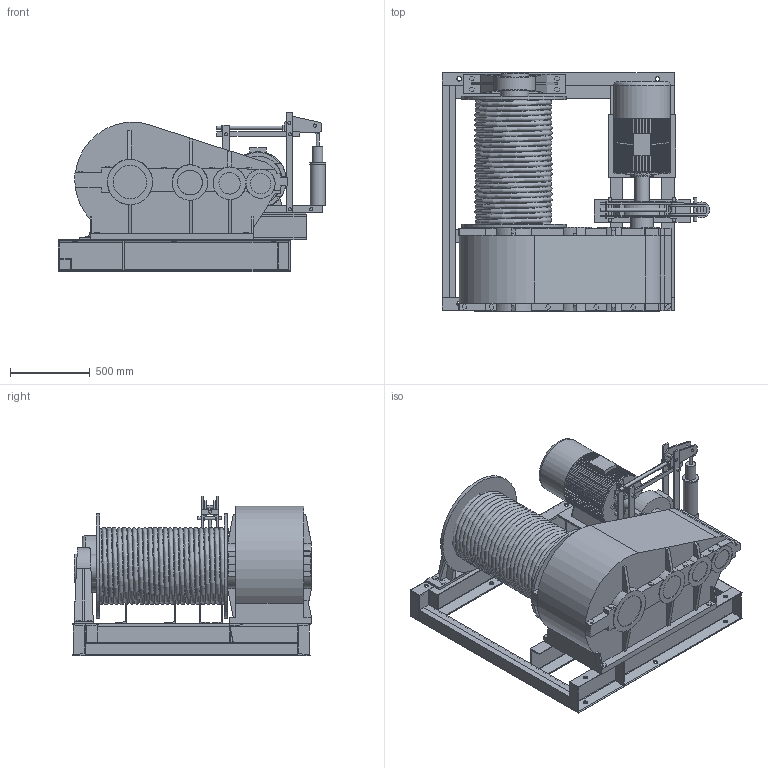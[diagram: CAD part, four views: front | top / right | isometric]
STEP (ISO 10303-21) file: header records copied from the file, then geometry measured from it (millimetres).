
FILE_DESCRIPTION(/* description */ (''),/* implementation_level */ '2;1');
FILE_NAME(/* name */ '卷扬机三维建模.stp',/* time_stamp */ '2020-04-23T17:39:34+02:00',/* author */ ('forre'),/* organization */ (''),/* preprocessor_version */ 'ST-DEVELOPER v18',/* originating_system */ 'Autodesk Inventor 2020',/* authorisation */ '');
FILE_SCHEMA (('AUTOMOTIVE_DESIGN { 1 0 10303 214 3 1 1 }'));
Products named in the file (88): 卷扬机三维建模; 卷扬机三维建模_1; 卷扬机三维建模_1_1; 卷扬机三维建模_2; 卷扬机三维建模_3; 卷扬机三维建模_4; 卷扬机三维建模_5; 卷扬机三维建模_6; 卷扬机三维建模_7; 卷扬机三维建模_8; 卷扬机三维建模_9; 卷扬机三维建模_10; 卷扬机三维建模_11; 卷扬机三维建模_12; 卷扬机三维建模_13; 卷扬机三维建模_14; 卷扬机三维建模_15; 卷扬机三维建模_16; 卷扬机三维建模_17; 卷扬机三维建模_18; 卷扬机三维建模_19; 卷扬机三维建模_20; 卷扬机三维建模_21; 卷扬机三维建模_22; 卷扬机三维建模_23; 卷扬机三维建模_24; 卷扬机三维建模_25; 卷扬机三维建模_26; 卷扬机三维建模_27; 卷扬机三维建模_28; 卷扬机三维建模_29; 卷扬机三维建模_30; 卷扬机三维建模_31; 卷扬机三维建模_32; 卷扬机三维建模_33; 卷扬机三维建模_34; 卷扬机三维建模_35; 卷扬机三维建模_36; 卷扬机三维建模_37; 卷扬机三维建模_38 ...
Assembly tree (87 placements, depth 2):
  卷扬机三维建模
    卷扬机三维建模_1
    卷扬机三维建模_1_1
    卷扬机三维建模_2
    卷扬机三维建模_3
    卷扬机三维建模_4
    卷扬机三维建模_5
    卷扬机三维建模_6
    卷扬机三维建模_7
    卷扬机三维建模_8
    卷扬机三维建模_9
    卷扬机三维建模_10
    卷扬机三维建模_11
    卷扬机三维建模_12
    卷扬机三维建模_13
    卷扬机三维建模_14
    卷扬机三维建模_15
    卷扬机三维建模_16
    卷扬机三维建模_17
    卷扬机三维建模_18
    卷扬机三维建模_19
    卷扬机三维建模_20
    卷扬机三维建模_21
    卷扬机三维建模_22
    卷扬机三维建模_23
    卷扬机三维建模_24
    卷扬机三维建模_25
    卷扬机三维建模_26
    卷扬机三维建模_27
    卷扬机三维建模_28
    卷扬机三维建模_29
    卷扬机三维建模_30
    卷扬机三维建模_31
    卷扬机三维建模_32
    卷扬机三维建模_33
    卷扬机三维建模_34
    卷扬机三维建模_35
    卷扬机三维建模_36
    卷扬机三维建模_37
    卷扬机三维建模_38
    卷扬机三维建模_39
    卷扬机三维建模_40
    卷扬机三维建模_41
    卷扬机三维建模_42
    卷扬机三维建模_43
    卷扬机三维建模_44
    卷扬机三维建模_45
    卷扬机三维建模_46
    卷扬机三维建模_47
    卷扬机三维建模_48
    卷扬机三维建模_49
    卷扬机三维建模_50
    卷扬机三维建模_51
    卷扬机三维建模_52
    卷扬机三维建模_53
    卷扬机三维建模_54
    卷扬机三维建模_55
    卷扬机三维建模_56
    卷扬机三维建模_57
    卷扬机三维建模_58
Bounding box: 1672.3 x 1495 x 997.5 mm (x, y, z)
Volume: 644236273.2 mm3; surface area: 23318048.1 mm2
Topology: 96 solids, 96 shells, 1108 faces, 2738 edges, 1833 vertices
Faces by surface type: plane 893, cylinder 211, torus 3, bspline 1
Full cylindrical faces by diameter (mm): 20 x9, 28 x14, 64 x1, 89.856 x1, 92 x1, 95.079 x1, 100 x1, 104 x1, 126.696 x2, 134 x2, 142 x1, 147.078 x1, 155.756 x2, 178.908 x3, 218.681 x1, 300 x1, 355 x2, 455.807 x1, 654.037 x2
Entity records: 56669 total; most frequent: CARTESIAN_POINT 26341, DIRECTION 5825, ORIENTED_EDGE 5478, EDGE_CURVE 2739, LINE 2215, VECTOR 2215, VERTEX_POINT 1834, AXIS2_PLACEMENT_3D 1805
